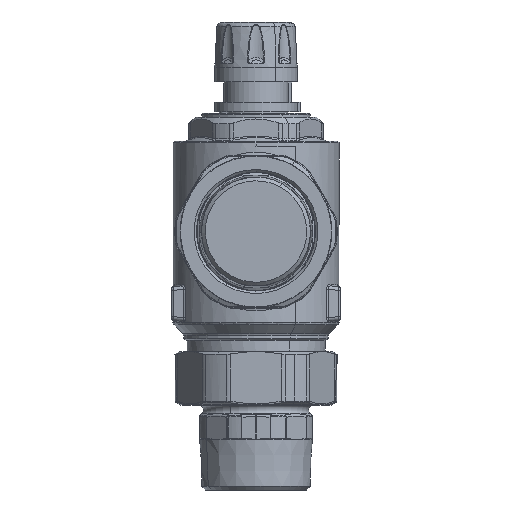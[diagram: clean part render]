
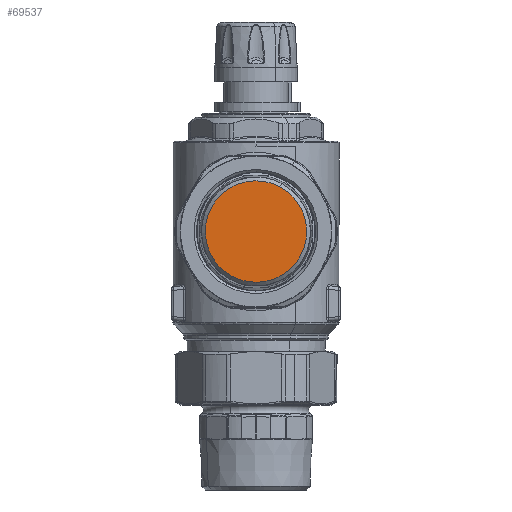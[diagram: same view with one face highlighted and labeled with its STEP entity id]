
A CAD part, front view. The second image highlights one B-rep face of the part: STEP entity #69537.
In plain terms, the highlighted planar face has unit normal (0, -1, 0).
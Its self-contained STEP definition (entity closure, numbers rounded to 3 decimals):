
#67763=CARTESIAN_POINT('Vertex',(13.176,-131.,24.118)) ;
#67779=CARTESIAN_POINT('Vertex',(-13.176,-131.,-24.118)) ;
#67782=CARTESIAN_POINT('Axis2P3D Location',(0.,-131.,0.)) ;
#69523=CARTESIAN_POINT('Axis2P3D Location',(0.,-131.,0.)) ;
#69528=CARTESIAN_POINT('Axis2P3D Location',(0.,-131.,0.)) ;
#67783=DIRECTION('Axis2P3D Direction',(-0.,1.,0.)) ;
#69524=DIRECTION('Axis2P3D Direction',(-0.,1.,0.)) ;
#69525=DIRECTION('Axis2P3D XDirection',(1.,0.,0.)) ;
#69529=DIRECTION('Axis2P3D Direction',(-0.,1.,0.)) ;
#67784=AXIS2_PLACEMENT_3D('Circle Axis2P3D',#67782,#67783,$) ;
#69526=AXIS2_PLACEMENT_3D('Plane Axis2P3D',#69523,#69524,#69525) ;
#69530=AXIS2_PLACEMENT_3D('Circle Axis2P3D',#69528,#69529,$) ;
#67785=CIRCLE('generated circle',#67784,27.482) ;
#69531=CIRCLE('generated circle',#69530,27.482) ;
#69527=PLANE('',#69526) ;
#67786=EDGE_CURVE('',#67780,#67764,#67785,.T.) ;
#69532=EDGE_CURVE('',#67764,#67780,#69531,.T.) ;
#69534=ORIENTED_EDGE('',*,*,#69532,.F.) ;
#69535=ORIENTED_EDGE('',*,*,#67786,.F.) ;
#69533=EDGE_LOOP('',(#69534,#69535)) ;
#67764=VERTEX_POINT('',#67763) ;
#67780=VERTEX_POINT('',#67779) ;
#69537=ADVANCED_FACE('PartBody',(#69536),#69527,.F.) ;
#69536=FACE_OUTER_BOUND('',#69533,.T.) ;
